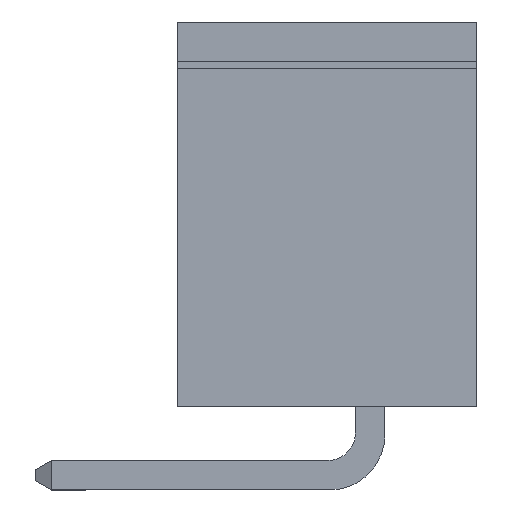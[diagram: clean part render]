
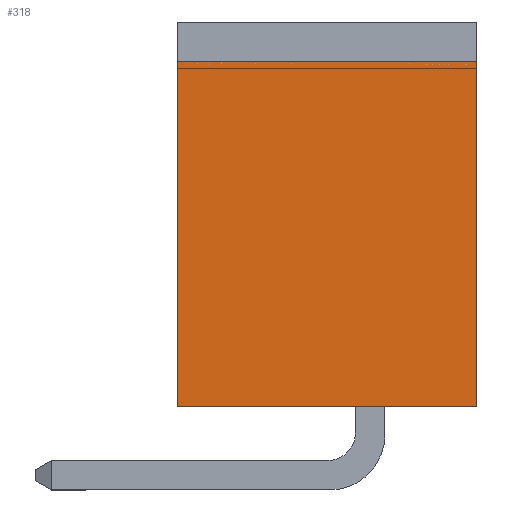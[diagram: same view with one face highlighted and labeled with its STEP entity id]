
A CAD part, front view. The second image highlights one B-rep face of the part: STEP entity #318.
In plain terms, the highlighted planar face has unit normal (0, -1, 0).
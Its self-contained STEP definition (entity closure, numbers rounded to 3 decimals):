
#107 = ORIENTED_EDGE ( 'NONE', *, *, #1272, .F. ) ;
#235 = DIRECTION ( 'NONE',  ( 1., 0., 0. ) ) ;
#318 = ADVANCED_FACE ( 'NONE', ( #3798 ), #1747, .T. ) ;
#370 = CARTESIAN_POINT ( 'NONE',  ( 3.25, -3.25, 7.5 ) ) ;
#494 = CARTESIAN_POINT ( 'NONE',  ( 3.25, -3.25, 0. ) ) ;
#636 = CARTESIAN_POINT ( 'NONE',  ( 3.25, -3.25, 0. ) ) ;
#724 = VECTOR ( 'NONE', #3553, 1000. ) ;
#830 = LINE ( 'NONE', #494, #724 ) ;
#927 = EDGE_CURVE ( 'NONE', #3005, #3044, #830, .T. ) ;
#929 = VERTEX_POINT ( 'NONE', #1159 ) ;
#970 = DIRECTION ( 'NONE',  ( 0., 0., -1. ) ) ;
#1039 = DIRECTION ( 'NONE',  ( 1., 0., 0. ) ) ;
#1159 = CARTESIAN_POINT ( 'NONE',  ( -3.25, -3.25, 7.5 ) ) ;
#1272 = EDGE_CURVE ( 'NONE', #929, #3044, #3452, .T. ) ;
#1490 = CARTESIAN_POINT ( 'NONE',  ( -3.25, -3.25, 0. ) ) ;
#1664 = ORIENTED_EDGE ( 'NONE', *, *, #927, .T. ) ;
#1747 = PLANE ( 'NONE',  #2367 ) ;
#1814 = VERTEX_POINT ( 'NONE', #1490 ) ;
#2119 = VECTOR ( 'NONE', #3558, 1000. ) ;
#2238 = ORIENTED_EDGE ( 'NONE', *, *, #2293, .T. ) ;
#2293 = EDGE_CURVE ( 'NONE', #1814, #3005, #4202, .T. ) ;
#2367 = AXIS2_PLACEMENT_3D ( 'NONE', #636, #3014, #970 ) ;
#2409 = CARTESIAN_POINT ( 'NONE',  ( 0., -3.25, 0. ) ) ;
#2543 = CARTESIAN_POINT ( 'NONE',  ( -3.25, -3.25, 0. ) ) ;
#3005 = VERTEX_POINT ( 'NONE', #3063 ) ;
#3014 = DIRECTION ( 'NONE',  ( 0., -1., 0. ) ) ;
#3017 = LINE ( 'NONE', #2543, #2119 ) ;
#3044 = VERTEX_POINT ( 'NONE', #370 ) ;
#3063 = CARTESIAN_POINT ( 'NONE',  ( 3.25, -3.25, 0. ) ) ;
#3179 = EDGE_CURVE ( 'NONE', #929, #1814, #3017, .T. ) ;
#3347 = VECTOR ( 'NONE', #235, 1000. ) ;
#3452 = LINE ( 'NONE', #4283, #3347 ) ;
#3553 = DIRECTION ( 'NONE',  ( 0., 0., 1. ) ) ;
#3558 = DIRECTION ( 'NONE',  ( 0., 0., -1. ) ) ;
#3798 = FACE_OUTER_BOUND ( 'NONE', #3998, .T. ) ;
#3919 = ORIENTED_EDGE ( 'NONE', *, *, #3179, .T. ) ;
#3998 = EDGE_LOOP ( 'NONE', ( #2238, #1664, #107, #3919 ) ) ;
#4100 = VECTOR ( 'NONE', #1039, 1000. ) ;
#4202 = LINE ( 'NONE', #2409, #4100 ) ;
#4283 = CARTESIAN_POINT ( 'NONE',  ( 0., -3.25, 7.5 ) ) ;
